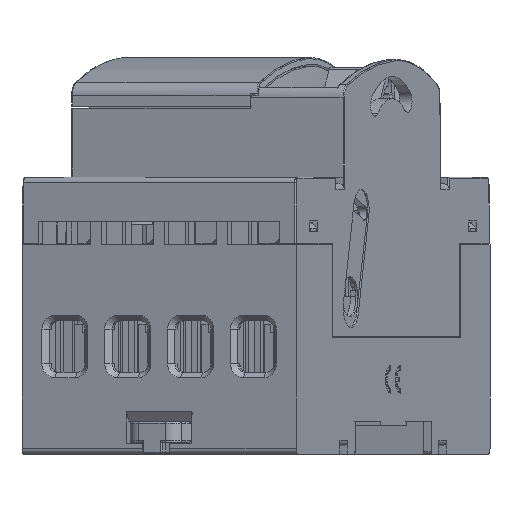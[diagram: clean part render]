
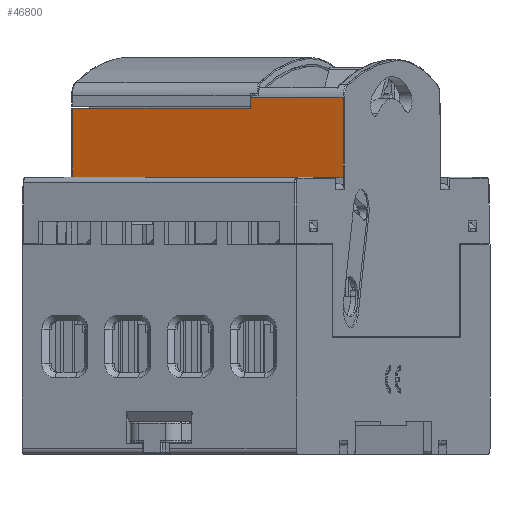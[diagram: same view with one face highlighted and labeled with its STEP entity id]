
A CAD part, left-side view. The second image highlights one B-rep face of the part: STEP entity #46800.
In plain terms, the highlighted face is planar.
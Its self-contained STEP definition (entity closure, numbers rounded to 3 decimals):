
#46732=AXIS2_PLACEMENT_3D('Plane Axis2P3D',#46729,#46730,#46731) ;
#42517=CARTESIAN_POINT('Vertex',(0.398,22.392,-1.581)) ;
#42520=CARTESIAN_POINT('Line Origine',(0.398,22.383,-0.607)) ;
#42524=CARTESIAN_POINT('Vertex',(0.398,22.375,0.367)) ;
#46524=CARTESIAN_POINT('Line Origine',(17.802,22.392,-1.581)) ;
#46528=CARTESIAN_POINT('Vertex',(35.206,22.392,-1.581)) ;
#46729=CARTESIAN_POINT('Axis2P3D Location',(16.75,22.5,-14.)) ;
#46734=CARTESIAN_POINT('Line Origine',(33.232,22.5,-14.)) ;
#46738=CARTESIAN_POINT('Vertex',(31.2,22.5,-14.)) ;
#46740=CARTESIAN_POINT('Vertex',(35.265,22.5,-14.)) ;
#46743=CARTESIAN_POINT('Line Origine',(30.7,22.5,-14.)) ;
#46747=CARTESIAN_POINT('Vertex',(30.2,22.5,-14.)) ;
#46750=CARTESIAN_POINT('Line Origine',(8.75,22.5,-14.)) ;
#46754=CARTESIAN_POINT('Vertex',(-12.7,22.5,-14.)) ;
#46757=CARTESIAN_POINT('Line Origine',(-13.2,22.5,-14.)) ;
#46761=CARTESIAN_POINT('Vertex',(-13.7,22.5,-14.)) ;
#46764=CARTESIAN_POINT('Line Origine',(-15.733,22.5,-14.)) ;
#46768=CARTESIAN_POINT('Vertex',(-17.766,22.5,-14.)) ;
#46771=CARTESIAN_POINT('Line Origine',(-17.733,22.437,-6.816)) ;
#46775=CARTESIAN_POINT('Vertex',(-17.699,22.375,0.367)) ;
#46778=CARTESIAN_POINT('Line Origine',(-8.651,22.375,0.367)) ;
#46783=CARTESIAN_POINT('Line Origine',(35.235,22.446,-7.79)) ;
#42521=DIRECTION('Vector Direction',(0.,-0.009,1.)) ;
#46525=DIRECTION('Vector Direction',(1.,0.,0.)) ;
#46730=DIRECTION('Axis2P3D Direction',(0.,1.,0.009)) ;
#46731=DIRECTION('Axis2P3D XDirection',(0.,-0.009,1.)) ;
#46735=DIRECTION('Vector Direction',(1.,0.,0.)) ;
#46744=DIRECTION('Vector Direction',(1.,0.,0.)) ;
#46751=DIRECTION('Vector Direction',(1.,0.,0.)) ;
#46758=DIRECTION('Vector Direction',(1.,0.,0.)) ;
#46765=DIRECTION('Vector Direction',(1.,0.,0.)) ;
#46772=DIRECTION('Vector Direction',(-0.005,0.009,-1.)) ;
#46779=DIRECTION('Vector Direction',(1.,0.,0.)) ;
#46784=DIRECTION('Vector Direction',(-0.005,-0.009,1.)) ;
#42522=VECTOR('Line Direction',#42521,1.) ;
#46526=VECTOR('Line Direction',#46525,1.) ;
#46736=VECTOR('Line Direction',#46735,1.) ;
#46745=VECTOR('Line Direction',#46744,1.) ;
#46752=VECTOR('Line Direction',#46751,1.) ;
#46759=VECTOR('Line Direction',#46758,1.) ;
#46766=VECTOR('Line Direction',#46765,1.) ;
#46773=VECTOR('Line Direction',#46772,1.) ;
#46780=VECTOR('Line Direction',#46779,1.) ;
#46785=VECTOR('Line Direction',#46784,1.) ;
#46789=ORIENTED_EDGE('',*,*,#46742,.F.) ;
#46790=ORIENTED_EDGE('',*,*,#46749,.F.) ;
#46791=ORIENTED_EDGE('',*,*,#46756,.F.) ;
#46792=ORIENTED_EDGE('',*,*,#46763,.F.) ;
#46793=ORIENTED_EDGE('',*,*,#46770,.T.) ;
#46794=ORIENTED_EDGE('',*,*,#46777,.F.) ;
#46795=ORIENTED_EDGE('',*,*,#46782,.T.) ;
#46796=ORIENTED_EDGE('',*,*,#42526,.F.) ;
#46797=ORIENTED_EDGE('',*,*,#46530,.T.) ;
#46798=ORIENTED_EDGE('',*,*,#46787,.F.) ;
#46800=ADVANCED_FACE('PartBody ( *SOL20572 - wsp *MASTER -  )',(#46799),#46733,.T.) ;
#42526=EDGE_CURVE('',#42518,#42525,#42523,.T.) ;
#46530=EDGE_CURVE('',#42518,#46529,#46527,.T.) ;
#46742=EDGE_CURVE('',#46739,#46741,#46737,.T.) ;
#46749=EDGE_CURVE('',#46748,#46739,#46746,.T.) ;
#46756=EDGE_CURVE('',#46755,#46748,#46753,.T.) ;
#46763=EDGE_CURVE('',#46762,#46755,#46760,.T.) ;
#46770=EDGE_CURVE('',#46762,#46769,#46767,.F.) ;
#46777=EDGE_CURVE('',#46776,#46769,#46774,.T.) ;
#46782=EDGE_CURVE('',#46776,#42525,#46781,.T.) ;
#46787=EDGE_CURVE('',#46741,#46529,#46786,.T.) ;
#46788=EDGE_LOOP('',(#46789,#46790,#46791,#46792,#46793,#46794,#46795,#46796,#46797,#46798)) ;
#46799=FACE_OUTER_BOUND('',#46788,.T.) ;
#42523=LINE('Line',#42520,#42522) ;
#46527=LINE('Line',#46524,#46526) ;
#46737=LINE('Line',#46734,#46736) ;
#46746=LINE('Line',#46743,#46745) ;
#46753=LINE('Line',#46750,#46752) ;
#46760=LINE('Line',#46757,#46759) ;
#46767=LINE('Line',#46764,#46766) ;
#46774=LINE('Line',#46771,#46773) ;
#46781=LINE('Line',#46778,#46780) ;
#46786=LINE('Line',#46783,#46785) ;
#46733=PLANE('',#46732) ;
#42518=VERTEX_POINT('',#42517) ;
#42525=VERTEX_POINT('',#42524) ;
#46529=VERTEX_POINT('',#46528) ;
#46739=VERTEX_POINT('',#46738) ;
#46741=VERTEX_POINT('',#46740) ;
#46748=VERTEX_POINT('',#46747) ;
#46755=VERTEX_POINT('',#46754) ;
#46762=VERTEX_POINT('',#46761) ;
#46769=VERTEX_POINT('',#46768) ;
#46776=VERTEX_POINT('',#46775) ;
